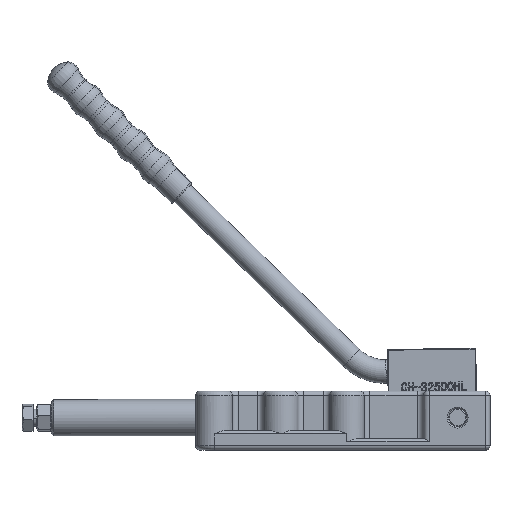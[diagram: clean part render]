
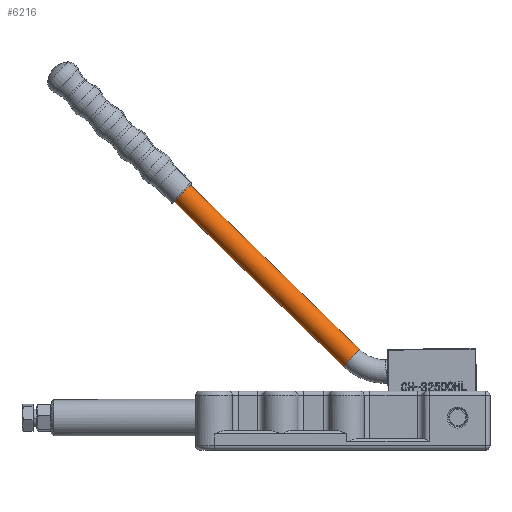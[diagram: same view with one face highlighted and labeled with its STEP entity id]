
A CAD part, top view. The second image highlights one B-rep face of the part: STEP entity #6216.
In plain terms, the highlighted cylindrical face has radius 8 mm (diameter 16 mm), a partial arc.
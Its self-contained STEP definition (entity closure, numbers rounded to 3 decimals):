
#1546 = EDGE_CURVE ( 'NONE', #12984, #25382, #43867, .T. ) ;
#3033 = EDGE_CURVE ( 'NONE', #12984, #23214, #39186, .T. ) ;
#3953 = ORIENTED_EDGE ( 'NONE', *, *, #3033, .T. ) ;
#4941 = CYLINDRICAL_SURFACE ( 'NONE', #28561, 8. ) ;
#6216 = ADVANCED_FACE ( 'NONE', ( #25003 ), #4941, .T. ) ;
#6911 = AXIS2_PLACEMENT_3D ( 'NONE', #38420, #15820, #42211 ) ;
#7549 = DIRECTION ( 'NONE',  ( 0., 0.707, -0.707 ) ) ;
#7588 = EDGE_CURVE ( 'NONE', #23214, #29089, #14265, .T. ) ;
#8915 = ORIENTED_EDGE ( 'NONE', *, *, #1546, .F. ) ;
#9069 = VECTOR ( 'NONE', #36313, 1000. ) ;
#9249 = EDGE_LOOP ( 'NONE', ( #10830, #8915, #3953, #34361 ) ) ;
#10830 = ORIENTED_EDGE ( 'NONE', *, *, #38182, .F. ) ;
#11281 = CARTESIAN_POINT ( 'NONE',  ( 0., 9.665, -84.535 ) ) ;
#12984 = VERTEX_POINT ( 'NONE', #45823 ) ;
#13006 = DIRECTION ( 'NONE',  ( 0., -0.707, 0.707 ) ) ;
#14265 = CIRCLE ( 'NONE', #17150, 8. ) ;
#15820 = DIRECTION ( 'NONE',  ( 0., -0.707, 0.707 ) ) ;
#17150 = AXIS2_PLACEMENT_3D ( 'NONE', #35620, #13006, #39440 ) ;
#18177 = VECTOR ( 'NONE', #45545, 1000. ) ;
#21131 = CARTESIAN_POINT ( 'NONE',  ( 0., 15.322, -78.879 ) ) ;
#22985 = CARTESIAN_POINT ( 'NONE',  ( 0., 4.009, -90.192 ) ) ;
#23214 = VERTEX_POINT ( 'NONE', #26604 ) ;
#25003 = FACE_OUTER_BOUND ( 'NONE', #9249, .T. ) ;
#25382 = VERTEX_POINT ( 'NONE', #25461 ) ;
#25461 = CARTESIAN_POINT ( 'NONE',  ( 0., 4.009, -90.192 ) ) ;
#26604 = CARTESIAN_POINT ( 'NONE',  ( 0., 205.768, -269.324 ) ) ;
#27111 = LINE ( 'NONE', #22985, #18177 ) ;
#28561 = AXIS2_PLACEMENT_3D ( 'NONE', #11281, #7549, #37708 ) ;
#28585 = CARTESIAN_POINT ( 'NONE',  ( 0., 194.454, -280.638 ) ) ;
#29089 = VERTEX_POINT ( 'NONE', #28585 ) ;
#34361 = ORIENTED_EDGE ( 'NONE', *, *, #7588, .T. ) ;
#35620 = CARTESIAN_POINT ( 'NONE',  ( 0., 200.111, -274.981 ) ) ;
#36313 = DIRECTION ( 'NONE',  ( 0., 0.707, -0.707 ) ) ;
#37708 = DIRECTION ( 'NONE',  ( 0., 0.707, 0.707 ) ) ;
#38182 = EDGE_CURVE ( 'NONE', #25382, #29089, #27111, .T. ) ;
#38420 = CARTESIAN_POINT ( 'NONE',  ( 0., 9.665, -84.535 ) ) ;
#39186 = LINE ( 'NONE', #21131, #9069 ) ;
#39440 = DIRECTION ( 'NONE',  ( 0., -0.707, -0.707 ) ) ;
#42211 = DIRECTION ( 'NONE',  ( 1., 0., 0. ) ) ;
#43867 = CIRCLE ( 'NONE', #6911, 8. ) ;
#45545 = DIRECTION ( 'NONE',  ( 0., 0.707, -0.707 ) ) ;
#45823 = CARTESIAN_POINT ( 'NONE',  ( 0., 15.322, -78.879 ) ) ;
